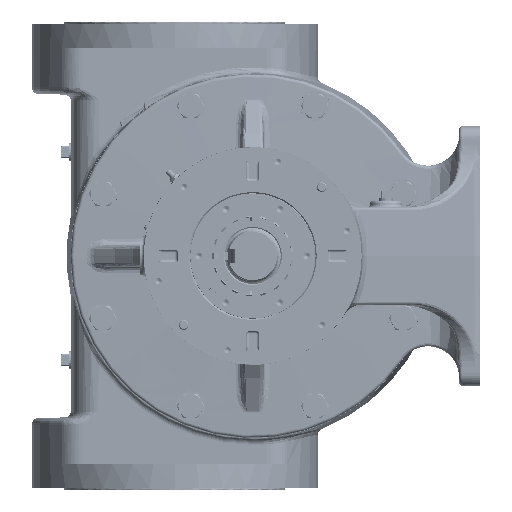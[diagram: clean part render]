
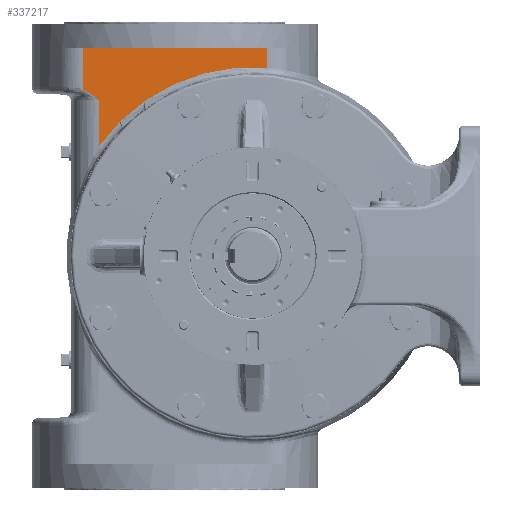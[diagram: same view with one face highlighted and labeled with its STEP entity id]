
A CAD part, left-side view. The second image highlights one B-rep face of the part: STEP entity #337217.
In plain terms, the highlighted planar face has unit normal (-1, 0, 0).
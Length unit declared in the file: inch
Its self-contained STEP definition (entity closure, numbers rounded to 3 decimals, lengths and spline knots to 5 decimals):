
#2574 = ORIENTED_EDGE ( 'NONE', *, *, #26857, .T. ) ;
#6893 = ORIENTED_EDGE ( 'NONE', *, *, #62619, .T. ) ;
#26857 = EDGE_CURVE ( 'NONE', #121356, #307859, #188210, .T. ) ;
#37864 = CARTESIAN_POINT ( 'NONE',  ( 0.865, 5.90864, 5.99589 ) ) ;
#39725 = CARTESIAN_POINT ( 'NONE',  ( 0.865, 6.15379, 6.19133 ) ) ;
#50970 = CARTESIAN_POINT ( 'NONE',  ( 0.865, 6.54251, 8.74 ) ) ;
#53184 = CARTESIAN_POINT ( 'NONE',  ( 0.865, -0.54251, 7.2455 ) ) ;
#61360 = CARTESIAN_POINT ( 'NONE',  ( 0.865, -0.54251, 8.74 ) ) ;
#62619 = EDGE_CURVE ( 'NONE', #199738, #121356, #283492, .T. ) ;
#62793 = CARTESIAN_POINT ( 'NONE',  ( 0.865, 6.10262, 6.15258 ) ) ;
#68398 = CARTESIAN_POINT ( 'NONE',  ( 0.865, 6.25878, 6.26453 ) ) ;
#70877 = PLANE ( 'NONE',  #284033 ) ;
#71502 = VERTEX_POINT ( 'NONE', #86631 ) ;
#84012 = CIRCLE ( 'NONE', #126433, 7.26578 ) ;
#86631 = CARTESIAN_POINT ( 'NONE',  ( 0.865, -0.54251, 8. ) ) ;
#91368 = CARTESIAN_POINT ( 'NONE',  ( 0.865, 5.92727, 6.0113 ) ) ;
#93226 = CARTESIAN_POINT ( 'NONE',  ( 0.865, 5.90249, 5.9908 ) ) ;
#94166 = CARTESIAN_POINT ( 'NONE',  ( 0.865, 5.90249, 8. ) ) ;
#103694 = VERTEX_POINT ( 'NONE', #257462 ) ;
#119660 = VECTOR ( 'NONE', #169042, 39.37008 ) ;
#121356 = VERTEX_POINT ( 'NONE', #276221 ) ;
#121838 = CARTESIAN_POINT ( 'NONE',  ( 0.865, 6.31259, 6.29899 ) ) ;
#124205 = CARTESIAN_POINT ( 'NONE',  ( 0.865, 0., 0. ) ) ;
#126433 = AXIS2_PLACEMENT_3D ( 'NONE', #124205, #154600, #330026 ) ;
#152240 = CARTESIAN_POINT ( 'NONE',  ( 0.865, 6.48194, 6.38955 ) ) ;
#154600 = DIRECTION ( 'NONE',  ( 1., 0., 0. ) ) ;
#156382 = EDGE_CURVE ( 'NONE', #103694, #166802, #84012, .T. ) ;
#166802 = VERTEX_POINT ( 'NONE', #53184 ) ;
#169042 = DIRECTION ( 'NONE',  ( 0., 0., -1. ) ) ;
#173283 = EDGE_CURVE ( 'NONE', #71502, #166802, #177507, .T. ) ;
#177507 = LINE ( 'NONE', #61360, #244694 ) ;
#182715 = CARTESIAN_POINT ( 'NONE',  ( 0.865, 6.02693, 6.09274 ) ) ;
#185187 = CARTESIAN_POINT ( 'NONE',  ( 0.865, 5.90249, 8.4321 ) ) ;
#186455 = CARTESIAN_POINT ( 'NONE',  ( 0.865, 6.00189, 6.07252 ) ) ;
#188210 = B_SPLINE_CURVE_WITH_KNOTS ( 'NONE', 3,
 ( #352536, #152240, #331386, #121838, #68398, #39725, #62793, #182715, #186455, #209411, #298983, #91368, #213172, #37864, #93226 ),
 .UNSPECIFIED., .F., .F.,
 ( 4, 2, 2, 2, 2, 1, 2, 4 ),
 ( 0., 0.00487, 0.00974, 0.01461, 0.01704, 0.01826, 0.01887, 0.01947 ),
 .UNSPECIFIED. ) ;
#192803 = CARTESIAN_POINT ( 'NONE',  ( 0.865, 5.90249, 8.4321 ) ) ;
#199738 = VERTEX_POINT ( 'NONE', #201792 ) ;
#201792 = CARTESIAN_POINT ( 'NONE',  ( 0.865, 6.54251, 8. ) ) ;
#209411 = CARTESIAN_POINT ( 'NONE',  ( 0.865, 5.96451, 6.04199 ) ) ;
#213172 = CARTESIAN_POINT ( 'NONE',  ( 0.865, 5.91487, 6.00105 ) ) ;
#213810 = DIRECTION ( 'NONE',  ( 1., 0., 0. ) ) ;
#238796 = ORIENTED_EDGE ( 'NONE', *, *, #286444, .T. ) ;
#243312 = ORIENTED_EDGE ( 'NONE', *, *, #173283, .F. ) ;
#244694 = VECTOR ( 'NONE', #265182, 39.37008 ) ;
#250000 = LINE ( 'NONE', #192803, #352549 ) ;
#257462 = CARTESIAN_POINT ( 'NONE',  ( 0.865, 5.90249, 4.23701 ) ) ;
#265182 = DIRECTION ( 'NONE',  ( 0., 0., -1. ) ) ;
#265684 = DIRECTION ( 'NONE',  ( 0., -1., 0. ) ) ;
#276221 = CARTESIAN_POINT ( 'NONE',  ( 0.865, 6.54251, 6.41306 ) ) ;
#279774 = CARTESIAN_POINT ( 'NONE',  ( 0.865, 5.90249, 5.9908 ) ) ;
#283492 = LINE ( 'NONE', #50970, #119660 ) ;
#284033 = AXIS2_PLACEMENT_3D ( 'NONE', #185187, #213810, #340998 ) ;
#286169 = VECTOR ( 'NONE', #265684, 39.37008 ) ;
#286444 = EDGE_CURVE ( 'NONE', #307859, #103694, #250000, .T. ) ;
#294270 = LINE ( 'NONE', #94166, #286169 ) ;
#298983 = CARTESIAN_POINT ( 'NONE',  ( 0.865, 5.94587, 6.02667 ) ) ;
#307859 = VERTEX_POINT ( 'NONE', #279774 ) ;
#328296 = EDGE_LOOP ( 'NONE', ( #359050, #6893, #2574, #238796, #328496, #243312 ) ) ;
#328496 = ORIENTED_EDGE ( 'NONE', *, *, #156382, .T. ) ;
#330026 = DIRECTION ( 'NONE',  ( 0., 0., -1. ) ) ;
#330145 = FACE_OUTER_BOUND ( 'NONE', #328296, .T. ) ;
#331386 = CARTESIAN_POINT ( 'NONE',  ( 0.865, 6.42418, 6.36149 ) ) ;
#337217 = ADVANCED_FACE ( 'Defeatured_0_2848', ( #330145 ), #70877, .F. ) ;
#340998 = DIRECTION ( 'NONE',  ( 0., 0., -1. ) ) ;
#348821 = EDGE_CURVE ( 'NONE', #199738, #71502, #294270, .T. ) ;
#352536 = CARTESIAN_POINT ( 'NONE',  ( 0.865, 6.54251, 6.41306 ) ) ;
#352549 = VECTOR ( 'NONE', #360747, 39.37008 ) ;
#359050 = ORIENTED_EDGE ( 'NONE', *, *, #348821, .F. ) ;
#360747 = DIRECTION ( 'NONE',  ( 0., 0., -1. ) ) ;
